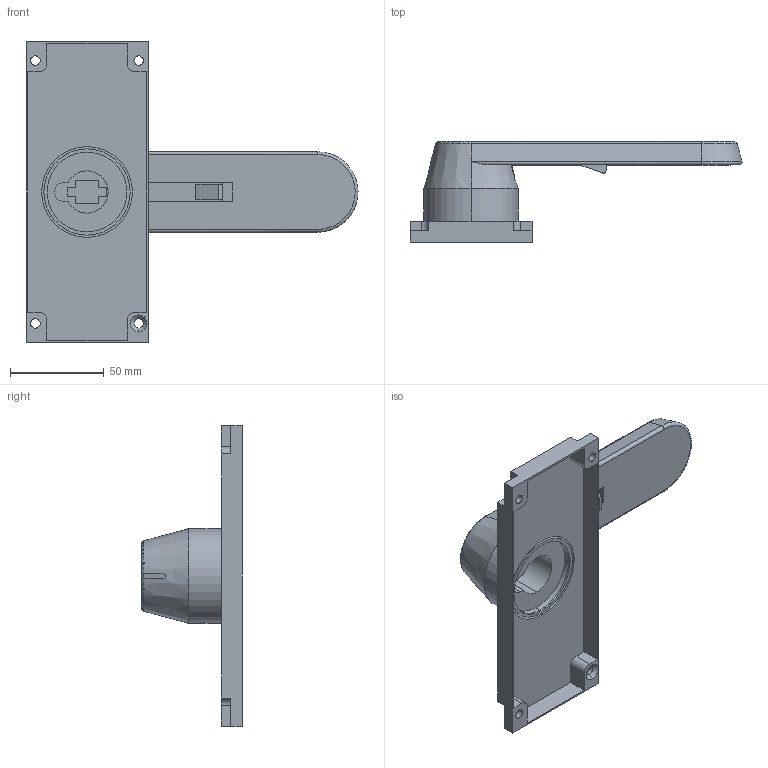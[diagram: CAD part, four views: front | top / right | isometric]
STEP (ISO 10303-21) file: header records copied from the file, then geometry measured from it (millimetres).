
FILE_DESCRIPTION (( 'STEP AP203' ), '1' );
FILE_NAME ('Ðóêîÿòêà äëÿ ïðÿìîé óñòàíîâêè íà ðóáèëüíèêè TwinBlock 630-800A ñ ïàíåëüþ (tb-630-800-fh).STEP', '2018-09-04T05:49:32', ( '' ), ( '' ), 'SwSTEP 2.0', 'SolidWorks 2017', '' );
FILE_SCHEMA (( 'CONFIG_CONTROL_DESIGN' ));
Length unit declared in the file: millimetre
Products named in the file (1): Ðóêîÿòêà äëÿ ïðÿìîé óñòàíîâêè íà ðóáèëüíèêè TwinBlock 630-800A ñ ïàíåëüþ (tb-630-800-fh)
Bounding box: 176.86 x 53.7 x 160 mm (x, y, z)
Volume: 130520.4 mm3; surface area: 65793.8 mm2
Topology: 2 solids, 2 shells, 356 faces, 953 edges, 630 vertices
Faces by surface type: plane 219, bspline 65, cylinder 48, cone 12, torus 12
Entity records: 14762 total; most frequent: CARTESIAN_POINT 6102, ORIENTED_EDGE 1906, DIRECTION 1540, EDGE_CURVE 953, VECTOR 656, LINE 656, VERTEX_POINT 630, AXIS2_PLACEMENT_3D 442
